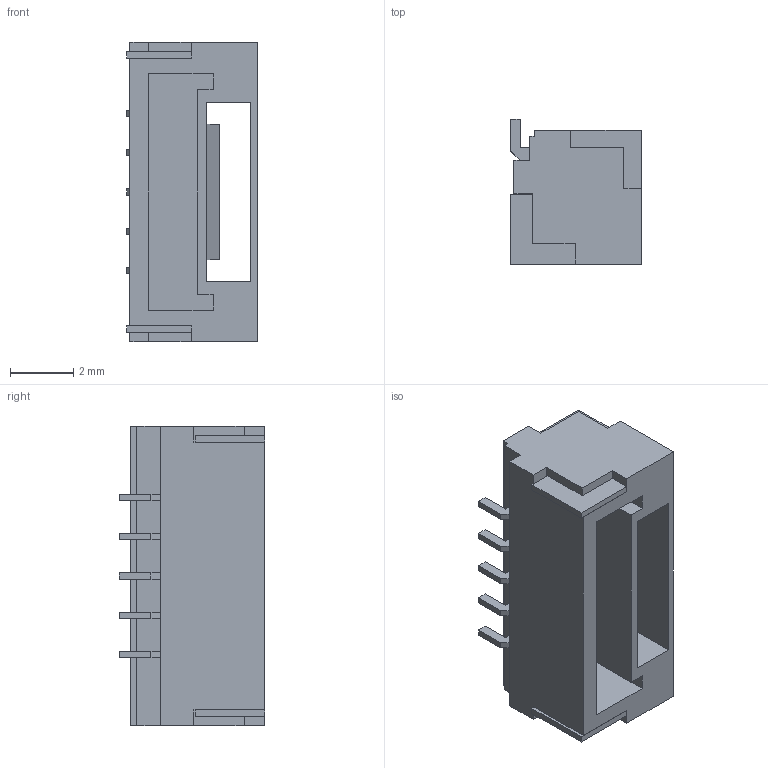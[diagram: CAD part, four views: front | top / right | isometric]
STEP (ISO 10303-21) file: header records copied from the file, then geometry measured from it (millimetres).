
FILE_DESCRIPTION (( 'STEP AP214' ), '1' );
FILE_NAME ('FB229371-1840-41C3-B2F8-1884F7483362.STEP', '2022-10-20T06:30:57', ( '' ), ( '' ), 'SwSTEP 2.0', 'SolidWorks 2022', '' );
FILE_SCHEMA (( 'AUTOMOTIVE_DESIGN' ));
Length unit declared in the file: millimetre
Products named in the file (1): FB229371-1840-41C3-B2F8-1884F7483362
Bounding box: 4.16 x 4.61 x 9.5 mm (x, y, z)
Volume: 91.3 mm3; surface area: 299.4 mm2
Topology: 1 solids, 1 shells, 99 faces, 266 edges, 176 vertices
Faces by surface type: plane 99
Entity records: 4078 total; most frequent: CARTESIAN_POINT 542, ORIENTED_EDGE 532, DIRECTION 466, LINE 266, EDGE_CURVE 266, VECTOR 266, VERTEX_POINT 176, EDGE_LOOP 108
